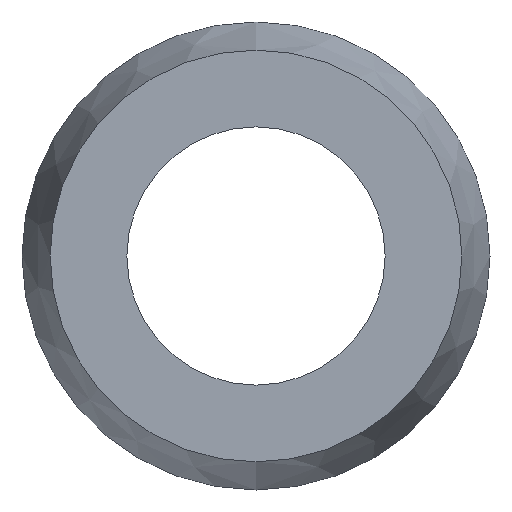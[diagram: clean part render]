
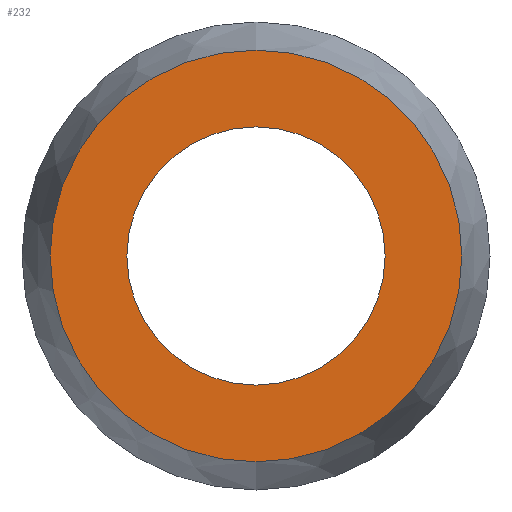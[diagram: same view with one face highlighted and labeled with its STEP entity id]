
A CAD part, left-side view. The second image highlights one B-rep face of the part: STEP entity #232.
In plain terms, the highlighted planar face has unit normal (-1, 0, 0).
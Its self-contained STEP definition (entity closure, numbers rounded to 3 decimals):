
#12 = CARTESIAN_POINT ( 'NONE',  ( 0., 0., -12.758 ) ) ;
#34 = DIRECTION ( 'NONE',  ( -1., 0., 0. ) ) ;
#44 = FACE_BOUND ( 'NONE', #266, .T. ) ;
#50 = VERTEX_POINT ( 'NONE', #205 ) ;
#61 = AXIS2_PLACEMENT_3D ( 'NONE', #329, #90, #160 ) ;
#72 = CIRCLE ( 'NONE', #279, 12.758 ) ;
#79 = EDGE_CURVE ( 'NONE', #322, #195, #72, .T. ) ;
#90 = DIRECTION ( 'NONE',  ( -1., 0., 0. ) ) ;
#93 = AXIS2_PLACEMENT_3D ( 'NONE', #179, #247, #112 ) ;
#99 = CIRCLE ( 'NONE', #345, 12.758 ) ;
#112 = DIRECTION ( 'NONE',  ( 0., 0., 1. ) ) ;
#129 = ORIENTED_EDGE ( 'NONE', *, *, #79, .T. ) ;
#134 = DIRECTION ( 'NONE',  ( 0., 0., 1. ) ) ;
#137 = DIRECTION ( 'NONE',  ( -1., 0., 0. ) ) ;
#138 = CARTESIAN_POINT ( 'NONE',  ( 0., 0., 0. ) ) ;
#139 = PLANE ( 'NONE',  #407 ) ;
#144 = FACE_OUTER_BOUND ( 'NONE', #428, .T. ) ;
#153 = VERTEX_POINT ( 'NONE', #305 ) ;
#160 = DIRECTION ( 'NONE',  ( 0., 0., 1. ) ) ;
#173 = CARTESIAN_POINT ( 'NONE',  ( 0., 0., 0. ) ) ;
#176 = CARTESIAN_POINT ( 'NONE',  ( 0., 12.758, 0. ) ) ;
#179 = CARTESIAN_POINT ( 'NONE',  ( 0., 0., 0. ) ) ;
#184 = DIRECTION ( 'NONE',  ( 0., 0., -1. ) ) ;
#185 = ORIENTED_EDGE ( 'NONE', *, *, #414, .F. ) ;
#195 = VERTEX_POINT ( 'NONE', #339 ) ;
#205 = CARTESIAN_POINT ( 'NONE',  ( 0., 0., 8. ) ) ;
#211 = EDGE_CURVE ( 'NONE', #195, #322, #99, .T. ) ;
#223 = ORIENTED_EDGE ( 'NONE', *, *, #211, .T. ) ;
#232 = ADVANCED_FACE ( 'NONE', ( #44, #144 ), #139, .F. ) ;
#239 = CIRCLE ( 'NONE', #61, 8. ) ;
#247 = DIRECTION ( 'NONE',  ( -1., 0., 0. ) ) ;
#253 = CIRCLE ( 'NONE', #93, 8. ) ;
#266 = EDGE_LOOP ( 'NONE', ( #185, #425 ) ) ;
#279 = AXIS2_PLACEMENT_3D ( 'NONE', #138, #34, #134 ) ;
#295 = EDGE_CURVE ( 'NONE', #153, #50, #253, .T. ) ;
#305 = CARTESIAN_POINT ( 'NONE',  ( 0., 0., -8. ) ) ;
#314 = DIRECTION ( 'NONE',  ( 1., 0., 0. ) ) ;
#322 = VERTEX_POINT ( 'NONE', #12 ) ;
#329 = CARTESIAN_POINT ( 'NONE',  ( 0., 0., 0. ) ) ;
#339 = CARTESIAN_POINT ( 'NONE',  ( 0., 0., 12.758 ) ) ;
#345 = AXIS2_PLACEMENT_3D ( 'NONE', #173, #137, #404 ) ;
#404 = DIRECTION ( 'NONE',  ( 0., 0., 1. ) ) ;
#407 = AXIS2_PLACEMENT_3D ( 'NONE', #176, #314, #184 ) ;
#414 = EDGE_CURVE ( 'NONE', #50, #153, #239, .T. ) ;
#425 = ORIENTED_EDGE ( 'NONE', *, *, #295, .F. ) ;
#428 = EDGE_LOOP ( 'NONE', ( #129, #223 ) ) ;
